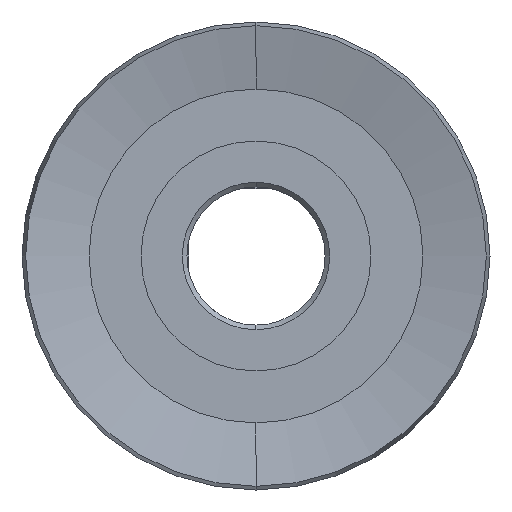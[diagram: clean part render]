
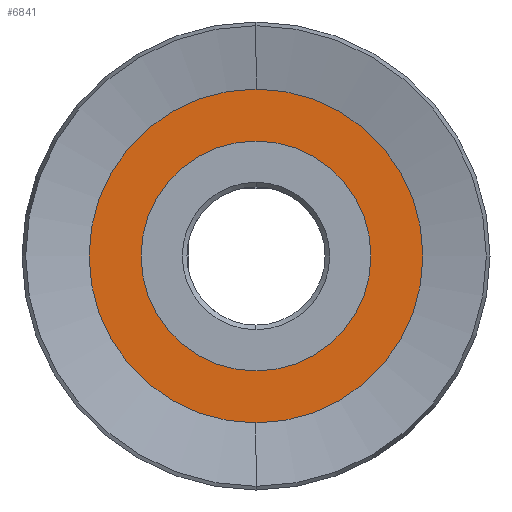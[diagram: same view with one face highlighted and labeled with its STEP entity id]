
A CAD part, left-side view. The second image highlights one B-rep face of the part: STEP entity #6841.
In plain terms, the highlighted planar face has unit normal (-1, 0, 0).
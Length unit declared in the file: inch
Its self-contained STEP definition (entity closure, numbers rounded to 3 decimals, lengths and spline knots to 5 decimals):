
#33 = PLANE ( 'NONE',  #7906 ) ;
#562 = AXIS2_PLACEMENT_3D ( 'NONE', #8576, #3910, #9379 ) ;
#701 = VERTEX_POINT ( 'NONE', #6238 ) ;
#1573 = CARTESIAN_POINT ( 'NONE',  ( -0.2875, 0., 0.2265 ) ) ;
#1579 = EDGE_CURVE ( 'NONE', #7713, #3254, #9277, .T. ) ;
#1609 = DIRECTION ( 'NONE',  ( 0., 0., 1. ) ) ;
#1617 = EDGE_CURVE ( 'NONE', #701, #9715, #4656, .T. ) ;
#2149 = ORIENTED_EDGE ( 'NONE', *, *, #1617, .F. ) ;
#2284 = DIRECTION ( 'NONE',  ( -1., 0., 0. ) ) ;
#2466 = DIRECTION ( 'NONE',  ( -1., 0., 0. ) ) ;
#3251 = ORIENTED_EDGE ( 'NONE', *, *, #1579, .T. ) ;
#3254 = VERTEX_POINT ( 'NONE', #1573 ) ;
#3571 = EDGE_LOOP ( 'NONE', ( #7106, #3251 ) ) ;
#3651 = EDGE_LOOP ( 'NONE', ( #8635, #2149 ) ) ;
#3890 = CARTESIAN_POINT ( 'NONE',  ( -0.2875, 0., 0. ) ) ;
#3910 = DIRECTION ( 'NONE',  ( -1., 0., 0. ) ) ;
#3911 = CARTESIAN_POINT ( 'NONE',  ( -0.2875, 0.2265, 0. ) ) ;
#4230 = AXIS2_PLACEMENT_3D ( 'NONE', #6926, #2284, #7718 ) ;
#4656 = CIRCLE ( 'NONE', #5284, 0.156 ) ;
#4700 = DIRECTION ( 'NONE',  ( 0., 0., 1. ) ) ;
#5148 = EDGE_CURVE ( 'NONE', #9715, #701, #9329, .T. ) ;
#5284 = AXIS2_PLACEMENT_3D ( 'NONE', #3890, #9359, #4700 ) ;
#5538 = FACE_OUTER_BOUND ( 'NONE', #3571, .T. ) ;
#5664 = EDGE_CURVE ( 'NONE', #3254, #7713, #7956, .T. ) ;
#6238 = CARTESIAN_POINT ( 'NONE',  ( -0.2875, 0., -0.156 ) ) ;
#6277 = DIRECTION ( 'NONE',  ( -1., 0., 0. ) ) ;
#6841 = ADVANCED_FACE ( 'NONE', ( #5538, #9426 ), #33, .T. ) ;
#6926 = CARTESIAN_POINT ( 'NONE',  ( -0.2875, 0., 0. ) ) ;
#7106 = ORIENTED_EDGE ( 'NONE', *, *, #5664, .T. ) ;
#7124 = AXIS2_PLACEMENT_3D ( 'NONE', #7129, #2466, #7903 ) ;
#7129 = CARTESIAN_POINT ( 'NONE',  ( -0.2875, 0., 0. ) ) ;
#7713 = VERTEX_POINT ( 'NONE', #9674 ) ;
#7718 = DIRECTION ( 'NONE',  ( 0., 0., 1. ) ) ;
#7903 = DIRECTION ( 'NONE',  ( 0., 0., 1. ) ) ;
#7906 = AXIS2_PLACEMENT_3D ( 'NONE', #3911, #6277, #1609 ) ;
#7956 = CIRCLE ( 'NONE', #7124, 0.2265 ) ;
#8576 = CARTESIAN_POINT ( 'NONE',  ( -0.2875, 0., 0. ) ) ;
#8635 = ORIENTED_EDGE ( 'NONE', *, *, #5148, .F. ) ;
#8675 = CARTESIAN_POINT ( 'NONE',  ( -0.2875, 0., 0.156 ) ) ;
#9277 = CIRCLE ( 'NONE', #4230, 0.2265 ) ;
#9329 = CIRCLE ( 'NONE', #562, 0.156 ) ;
#9359 = DIRECTION ( 'NONE',  ( -1., 0., 0. ) ) ;
#9379 = DIRECTION ( 'NONE',  ( 0., 0., 1. ) ) ;
#9426 = FACE_BOUND ( 'NONE', #3651, .T. ) ;
#9674 = CARTESIAN_POINT ( 'NONE',  ( -0.2875, 0., -0.2265 ) ) ;
#9715 = VERTEX_POINT ( 'NONE', #8675 ) ;
